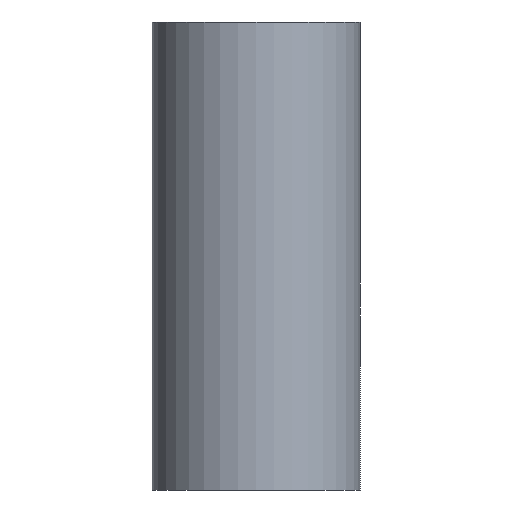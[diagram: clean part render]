
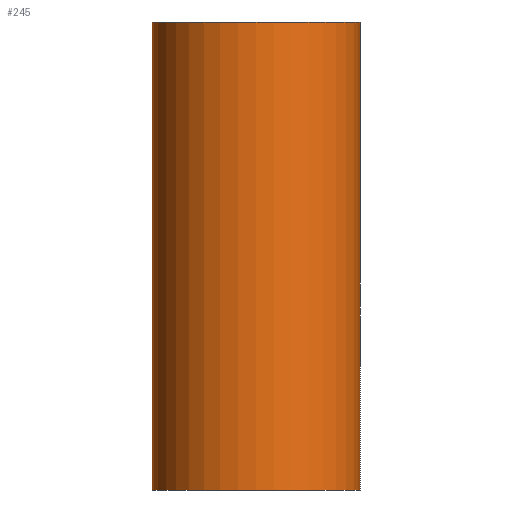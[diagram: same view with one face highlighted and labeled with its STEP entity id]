
A CAD part, front view. The second image highlights one B-rep face of the part: STEP entity #245.
In plain terms, the highlighted cylindrical face has radius 3 mm (diameter 6 mm), a partial arc.
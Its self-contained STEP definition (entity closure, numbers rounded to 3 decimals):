
#5 = DIRECTION ( 'NONE',  ( 1., 0., 0. ) ) ;
#20 = VECTOR ( 'NONE', #260, 1000. ) ;
#40 = CIRCLE ( 'NONE', #217, 3. ) ;
#53 = VERTEX_POINT ( 'NONE', #393 ) ;
#54 = LINE ( 'NONE', #58, #20 ) ;
#58 = CARTESIAN_POINT ( 'NONE',  ( 3., -24., -13.5 ) ) ;
#80 = CIRCLE ( 'NONE', #143, 3. ) ;
#88 = VERTEX_POINT ( 'NONE', #451 ) ;
#92 = EDGE_LOOP ( 'NONE', ( #331, #214, #420, #516 ) ) ;
#115 = DIRECTION ( 'NONE',  ( 0., 0., 1. ) ) ;
#143 = AXIS2_PLACEMENT_3D ( 'NONE', #445, #203, #367 ) ;
#179 = AXIS2_PLACEMENT_3D ( 'NONE', #429, #224, #5 ) ;
#200 = DIRECTION ( 'NONE',  ( 0., 0., 1. ) ) ;
#203 = DIRECTION ( 'NONE',  ( 0., 0., 1. ) ) ;
#214 = ORIENTED_EDGE ( 'NONE', *, *, #425, .F. ) ;
#217 = AXIS2_PLACEMENT_3D ( 'NONE', #395, #200, #472 ) ;
#224 = DIRECTION ( 'NONE',  ( 0., 0., 1. ) ) ;
#232 = CARTESIAN_POINT ( 'NONE',  ( -3., -24., -13.5 ) ) ;
#239 = EDGE_CURVE ( 'NONE', #88, #423, #54, .T. ) ;
#245 = ADVANCED_FACE ( 'NONE', ( #508 ), #298, .T. ) ;
#260 = DIRECTION ( 'NONE',  ( 0., 0., 1. ) ) ;
#265 = CARTESIAN_POINT ( 'NONE',  ( 3., -24., 0. ) ) ;
#298 = CYLINDRICAL_SURFACE ( 'NONE', #179, 3. ) ;
#302 = LINE ( 'NONE', #232, #424 ) ;
#331 = ORIENTED_EDGE ( 'NONE', *, *, #336, .F. ) ;
#336 = EDGE_CURVE ( 'NONE', #53, #423, #40, .T. ) ;
#367 = DIRECTION ( 'NONE',  ( 1., 0., 0. ) ) ;
#393 = CARTESIAN_POINT ( 'NONE',  ( -3., -24., 0. ) ) ;
#395 = CARTESIAN_POINT ( 'NONE',  ( 0., -24., 0. ) ) ;
#413 = VERTEX_POINT ( 'NONE', #443 ) ;
#420 = ORIENTED_EDGE ( 'NONE', *, *, #493, .T. ) ;
#423 = VERTEX_POINT ( 'NONE', #265 ) ;
#424 = VECTOR ( 'NONE', #115, 1000. ) ;
#425 = EDGE_CURVE ( 'NONE', #413, #53, #302, .T. ) ;
#429 = CARTESIAN_POINT ( 'NONE',  ( 0., -24., -13.5 ) ) ;
#443 = CARTESIAN_POINT ( 'NONE',  ( -3., -24., -13.5 ) ) ;
#445 = CARTESIAN_POINT ( 'NONE',  ( 0., -24., -13.5 ) ) ;
#451 = CARTESIAN_POINT ( 'NONE',  ( 3., -24., -13.5 ) ) ;
#472 = DIRECTION ( 'NONE',  ( 1., 0., 0. ) ) ;
#493 = EDGE_CURVE ( 'NONE', #413, #88, #80, .T. ) ;
#508 = FACE_OUTER_BOUND ( 'NONE', #92, .T. ) ;
#516 = ORIENTED_EDGE ( 'NONE', *, *, #239, .T. ) ;
